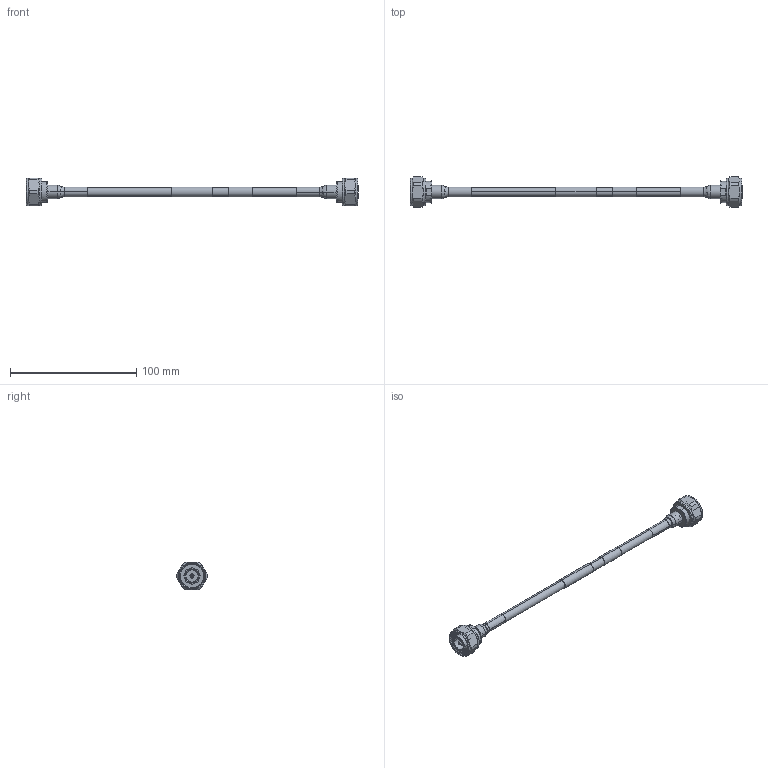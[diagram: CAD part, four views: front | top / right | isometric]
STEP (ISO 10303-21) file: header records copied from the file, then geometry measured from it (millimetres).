
FILE_DESCRIPTION (( 'STEP AP214' ), '1' );
FILE_NAME ('FMCA1317_3D.step', '2025-07-24T19:31:35', ( '' ), ( '' ), 'SwSTEP 2.0', 'SolidWorks 2022', '' );
FILE_SCHEMA (( 'AUTOMOTIVE_DESIGN' ));
Length unit declared in the file: inch
Products named in the file (4): FMCN1433; FMCA1317_3D; Heat Shrink^FMCA1317_Config 1; Coax Cable^FMCA1317_LABEL+PE PIM
Assembly tree (5 placements, depth 2):
  FMCA1317_3D
    Coax Cable^FMCA1317_LABEL+PE PIM
    FMCN1433  x2
    Heat Shrink^FMCA1317_Config 1  x2
Bounding box: 263.39 x 23.98 x 22 mm (x, y, z)
Volume: 17915.4 mm3; surface area: 16407.7 mm2
Topology: 5 solids, 7 shells, 282 faces, 662 edges, 410 vertices
Faces by surface type: cylinder 130, cone 76, plane 54, torus 16, bspline 6
Entity records: 5994 total; most frequent: CARTESIAN_POINT 2348, DIRECTION 743, ORIENTED_EDGE 692, EDGE_CURVE 346, AXIS2_PLACEMENT_3D 309, VERTEX_POINT 215, EDGE_LOOP 163, CIRCLE 155
